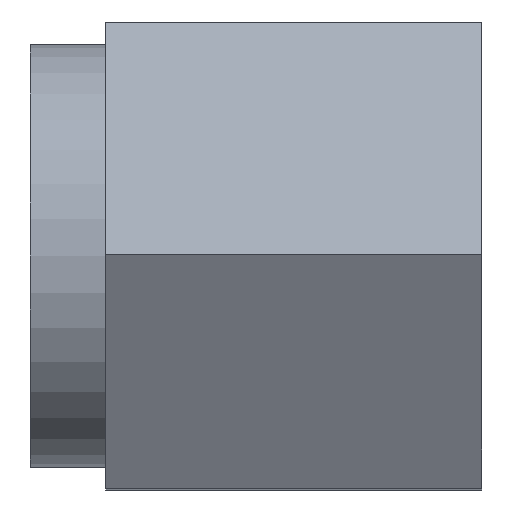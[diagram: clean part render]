
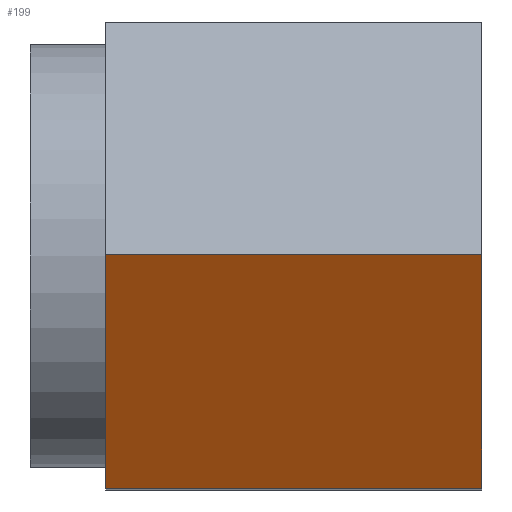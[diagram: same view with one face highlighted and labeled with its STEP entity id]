
A CAD part, front view. The second image highlights one B-rep face of the part: STEP entity #199.
In plain terms, the highlighted planar face has unit normal (0, -0.869, -0.494).
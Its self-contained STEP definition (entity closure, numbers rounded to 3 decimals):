
#3 = VECTOR ( 'NONE', #258, 1000. ) ;
#4 = ORIENTED_EDGE ( 'NONE', *, *, #314, .F. ) ;
#65 = CARTESIAN_POINT ( 'NONE',  ( 0., -4.544, 0.031 ) ) ;
#71 = CARTESIAN_POINT ( 'NONE',  ( 6.35, -2.299, -3.919 ) ) ;
#75 = LINE ( 'NONE', #65, #283 ) ;
#79 = VERTEX_POINT ( 'NONE', #169 ) ;
#86 = VERTEX_POINT ( 'NONE', #71 ) ;
#89 = CARTESIAN_POINT ( 'NONE',  ( 6.35, -2.299, -3.919 ) ) ;
#94 = CARTESIAN_POINT ( 'NONE',  ( 6.35, -4.544, 0.031 ) ) ;
#95 = VECTOR ( 'NONE', #412, 1000. ) ;
#101 = EDGE_LOOP ( 'NONE', ( #389, #162, #4, #193 ) ) ;
#111 = LINE ( 'NONE', #89, #3 ) ;
#119 = VERTEX_POINT ( 'NONE', #234 ) ;
#131 = DIRECTION ( 'NONE',  ( 0., -0.494, 0.869 ) ) ;
#132 = DIRECTION ( 'NONE',  ( 0., 0.869, 0.494 ) ) ;
#135 = PLANE ( 'NONE',  #344 ) ;
#138 = DIRECTION ( 'NONE',  ( 0., 0.494, -0.869 ) ) ;
#150 = CARTESIAN_POINT ( 'NONE',  ( 0., -4.544, 0.031 ) ) ;
#162 = ORIENTED_EDGE ( 'NONE', *, *, #231, .F. ) ;
#169 = CARTESIAN_POINT ( 'NONE',  ( 6.35, -4.544, 0.031 ) ) ;
#184 = CARTESIAN_POINT ( 'NONE',  ( 6.35, -4.544, 0.031 ) ) ;
#191 = VECTOR ( 'NONE', #209, 1000. ) ;
#193 = ORIENTED_EDGE ( 'NONE', *, *, #286, .T. ) ;
#198 = VERTEX_POINT ( 'NONE', #150 ) ;
#199 = ADVANCED_FACE ( 'NONE', ( #261 ), #135, .F. ) ;
#209 = DIRECTION ( 'NONE',  ( -1., 0., 0. ) ) ;
#231 = EDGE_CURVE ( 'NONE', #86, #119, #111, .T. ) ;
#234 = CARTESIAN_POINT ( 'NONE',  ( 0., -2.299, -3.919 ) ) ;
#258 = DIRECTION ( 'NONE',  ( -1., 0., 0. ) ) ;
#261 = FACE_OUTER_BOUND ( 'NONE', #101, .T. ) ;
#273 = LINE ( 'NONE', #94, #191 ) ;
#283 = VECTOR ( 'NONE', #138, 1000. ) ;
#286 = EDGE_CURVE ( 'NONE', #79, #198, #273, .T. ) ;
#290 = LINE ( 'NONE', #474, #95 ) ;
#314 = EDGE_CURVE ( 'NONE', #79, #86, #290, .T. ) ;
#337 = EDGE_CURVE ( 'NONE', #198, #119, #75, .T. ) ;
#344 = AXIS2_PLACEMENT_3D ( 'NONE', #184, #132, #131 ) ;
#389 = ORIENTED_EDGE ( 'NONE', *, *, #337, .T. ) ;
#412 = DIRECTION ( 'NONE',  ( 0., 0.494, -0.869 ) ) ;
#474 = CARTESIAN_POINT ( 'NONE',  ( 6.35, -4.544, 0.031 ) ) ;
